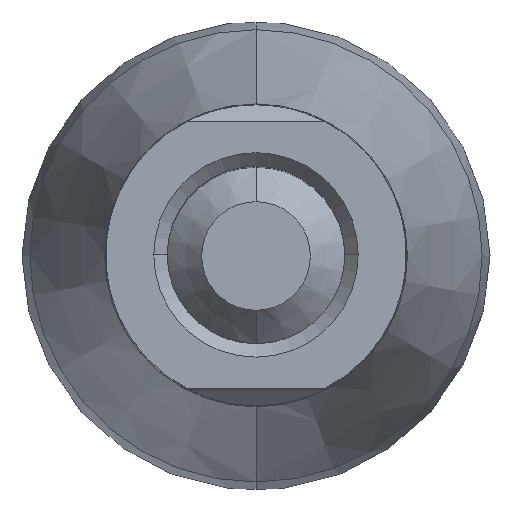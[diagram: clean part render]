
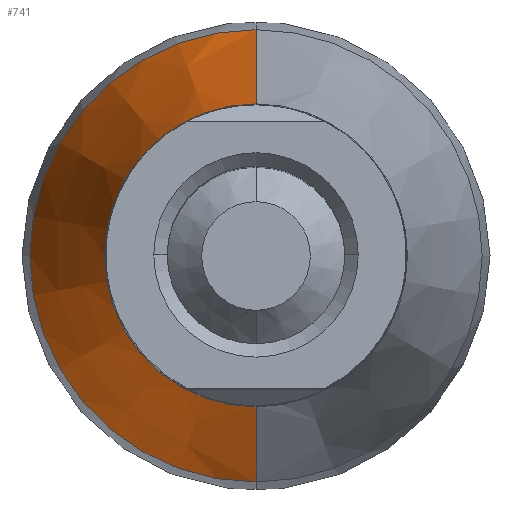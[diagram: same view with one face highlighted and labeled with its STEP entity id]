
A CAD part, top view. The second image highlights one B-rep face of the part: STEP entity #741.
In plain terms, the highlighted conical face has half-angle 15 degrees and reference radius 8.963 mm.
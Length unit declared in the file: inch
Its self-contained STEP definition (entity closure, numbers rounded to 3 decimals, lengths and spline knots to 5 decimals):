
#65=CARTESIAN_POINT('',(0.,0.,-0.99677));
#66=DIRECTION('',(0.,0.,1.));
#67=DIRECTION('',(0.,1.,0.));
#68=AXIS2_PLACEMENT_3D('',#65,#66,#67);
#73=DIRECTION('',(0.,-0.259,0.966));
#74=VECTOR('',#73,0.53891);
#75=CARTESIAN_POINT('',(0.,0.42259,-0.99677));
#76=LINE('',#75,#74);
#88=DIRECTION('',(0.,0.259,0.966));
#89=VECTOR('',#88,0.53891);
#90=CARTESIAN_POINT('',(0.,-0.42259,-0.99677));
#91=LINE('',#90,#89);
#119=CARTESIAN_POINT('',(0.,0.,-0.47622));
#120=DIRECTION('',(0.,0.,1.));
#121=DIRECTION('',(0.,1.,0.));
#122=AXIS2_PLACEMENT_3D('',#119,#120,#121);
#590=CARTESIAN_POINT('',(0.,0.42259,-0.99677));
#592=VERTEX_POINT('',#590);
#593=CARTESIAN_POINT('',(0.,0.28311,-0.47622));
#595=VERTEX_POINT('',#593);
#598=CARTESIAN_POINT('',(0.,-0.42259,-0.99677));
#600=VERTEX_POINT('',#598);
#601=CARTESIAN_POINT('',(0.,-0.28311,-0.47622));
#603=VERTEX_POINT('',#601);
#727=CARTESIAN_POINT('',(0.,0.,-0.73649));
#728=DIRECTION('',(0.,0.,-1.));
#729=DIRECTION('',(0.,-1.,0.));
#730=AXIS2_PLACEMENT_3D('',#727,#728,#729);
#731=CONICAL_SURFACE('',#730,0.35285,15.);
#733=ORIENTED_EDGE('',*,*,#732,.T.);
#735=ORIENTED_EDGE('',*,*,#734,.T.);
#737=ORIENTED_EDGE('',*,*,#736,.F.);
#738=ORIENTED_EDGE('',*,*,#720,.F.);
#739=EDGE_LOOP('',(#733,#735,#737,#738));
#740=FACE_OUTER_BOUND('',#739,.F.);
#69=CIRCLE('',#68,0.42259);
#123=CIRCLE('',#122,0.28311);
#720=EDGE_CURVE('',#592,#600,#69,.T.);
#732=EDGE_CURVE('',#592,#595,#76,.T.);
#734=EDGE_CURVE('',#595,#603,#123,.T.);
#736=EDGE_CURVE('',#600,#603,#91,.T.);
#741=ADVANCED_FACE('',(#740),#731,.T.);
